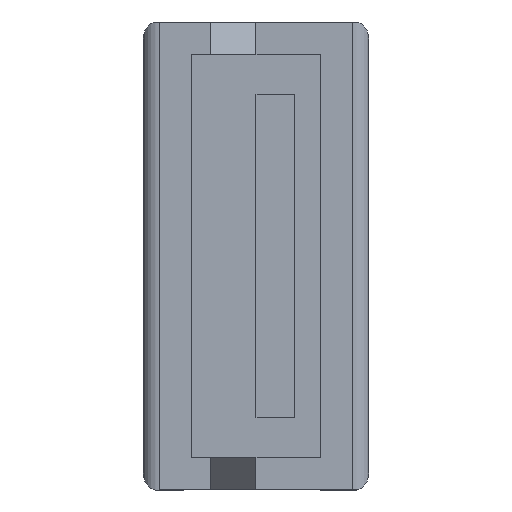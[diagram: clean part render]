
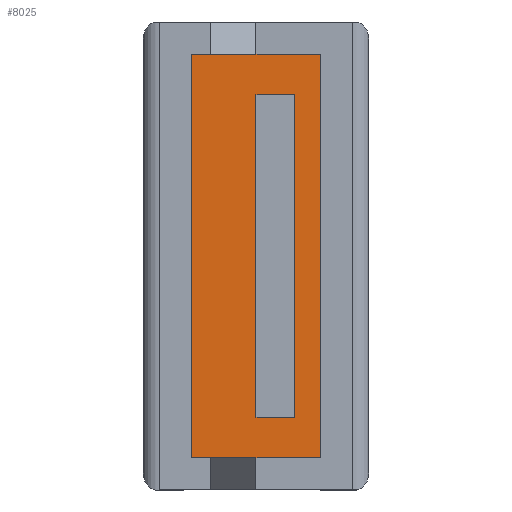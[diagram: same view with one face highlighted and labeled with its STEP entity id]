
A CAD part, left-side view. The second image highlights one B-rep face of the part: STEP entity #8025.
In plain terms, the highlighted face is planar.
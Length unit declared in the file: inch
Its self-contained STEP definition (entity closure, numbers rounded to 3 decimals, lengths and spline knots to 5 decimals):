
#155 = EDGE_CURVE ( 'NONE', #6779, #1202, #6586, .T. ) ;
#191 = CARTESIAN_POINT ( 'NONE',  ( 0.5898, 0., 0.24606 ) ) ;
#399 = FACE_BOUND ( 'NONE', #416, .T. ) ;
#416 = EDGE_LOOP ( 'NONE', ( #7470, #6715, #2901, #1517 ) ) ;
#453 = DIRECTION ( 'NONE',  ( -1., 0., 0. ) ) ;
#531 = VERTEX_POINT ( 'NONE', #11644 ) ;
#533 = CARTESIAN_POINT ( 'NONE',  ( 0.5898, 0.05512, 0.24606 ) ) ;
#588 = VECTOR ( 'NONE', #10067, 39.37008 ) ;
#627 = CARTESIAN_POINT ( 'NONE',  ( 0.5898, 0., 0.24606 ) ) ;
#637 = LINE ( 'NONE', #4099, #8954 ) ;
#728 = VECTOR ( 'NONE', #4807, 39.37008 ) ;
#1094 = VECTOR ( 'NONE', #7334, 39.37008 ) ;
#1202 = VERTEX_POINT ( 'NONE', #533 ) ;
#1260 = CARTESIAN_POINT ( 'NONE',  ( 0.5898, 0., -0.24606 ) ) ;
#1385 = ORIENTED_EDGE ( 'NONE', *, *, #2285, .F. ) ;
#1483 = VECTOR ( 'NONE', #2621, 39.37008 ) ;
#1490 = DIRECTION ( 'NONE',  ( 0., 1., 0. ) ) ;
#1517 = ORIENTED_EDGE ( 'NONE', *, *, #3029, .F. ) ;
#1717 = CARTESIAN_POINT ( 'NONE',  ( 0.5898, 0., -0.19685 ) ) ;
#1736 = CARTESIAN_POINT ( 'NONE',  ( 0.5898, 0., -0.24606 ) ) ;
#1796 = LINE ( 'NONE', #6434, #1094 ) ;
#2187 = EDGE_CURVE ( 'NONE', #5752, #4672, #1796, .T. ) ;
#2224 = VECTOR ( 'NONE', #1490, 39.37008 ) ;
#2275 = VERTEX_POINT ( 'NONE', #1736 ) ;
#2285 = EDGE_CURVE ( 'NONE', #2744, #531, #6663, .T. ) ;
#2314 = CARTESIAN_POINT ( 'NONE',  ( 0.5898, 0., -0.24606 ) ) ;
#2380 = DIRECTION ( 'NONE',  ( 0., 0., 1. ) ) ;
#2621 = DIRECTION ( 'NONE',  ( 0., 1., 0. ) ) ;
#2702 = VERTEX_POINT ( 'NONE', #3584 ) ;
#2744 = VERTEX_POINT ( 'NONE', #11180 ) ;
#2842 = ORIENTED_EDGE ( 'NONE', *, *, #155, .T. ) ;
#2898 = EDGE_CURVE ( 'NONE', #6062, #5752, #3908, .T. ) ;
#2901 = ORIENTED_EDGE ( 'NONE', *, *, #2898, .F. ) ;
#3029 = EDGE_CURVE ( 'NONE', #8073, #6062, #7309, .T. ) ;
#3174 = AXIS2_PLACEMENT_3D ( 'NONE', #4161, #453, #2380 ) ;
#3212 = DIRECTION ( 'NONE',  ( 0., 0., -1. ) ) ;
#3422 = CARTESIAN_POINT ( 'NONE',  ( 0.5898, 0., 0.19685 ) ) ;
#3584 = CARTESIAN_POINT ( 'NONE',  ( 0.5898, 0., 0.24606 ) ) ;
#3908 = LINE ( 'NONE', #6480, #8434 ) ;
#4099 = CARTESIAN_POINT ( 'NONE',  ( 0.5898, -0.1378, 0.24606 ) ) ;
#4161 = CARTESIAN_POINT ( 'NONE',  ( 0.5898, 0.1378, -0.28543 ) ) ;
#4397 = ORIENTED_EDGE ( 'NONE', *, *, #9055, .T. ) ;
#4420 = ORIENTED_EDGE ( 'NONE', *, *, #8228, .T. ) ;
#4540 = CARTESIAN_POINT ( 'NONE',  ( 0.5898, -0.07874, -0.49863 ) ) ;
#4672 = VERTEX_POINT ( 'NONE', #8292 ) ;
#4743 = DIRECTION ( 'NONE',  ( 0., -1., 0. ) ) ;
#4807 = DIRECTION ( 'NONE',  ( 0., 0., -1. ) ) ;
#4904 = ORIENTED_EDGE ( 'NONE', *, *, #5894, .T. ) ;
#5752 = VERTEX_POINT ( 'NONE', #3422 ) ;
#5894 = EDGE_CURVE ( 'NONE', #8145, #7845, #10130, .T. ) ;
#5954 = LINE ( 'NONE', #8612, #728 ) ;
#6062 = VERTEX_POINT ( 'NONE', #8224 ) ;
#6108 = ORIENTED_EDGE ( 'NONE', *, *, #6307, .F. ) ;
#6307 = EDGE_CURVE ( 'NONE', #2702, #1202, #637, .T. ) ;
#6312 = EDGE_LOOP ( 'NONE', ( #2842, #6108, #11275, #4904, #4397, #4420, #1385, #9077 ) ) ;
#6331 = EDGE_CURVE ( 'NONE', #6779, #2744, #11351, .T. ) ;
#6434 = CARTESIAN_POINT ( 'NONE',  ( 0.5898, 0., 0.19685 ) ) ;
#6442 = FACE_OUTER_BOUND ( 'NONE', #6312, .T. ) ;
#6480 = CARTESIAN_POINT ( 'NONE',  ( 0.5898, 0., 0.19685 ) ) ;
#6586 = LINE ( 'NONE', #191, #588 ) ;
#6663 = LINE ( 'NONE', #1260, #10113 ) ;
#6715 = ORIENTED_EDGE ( 'NONE', *, *, #2187, .F. ) ;
#6768 = VECTOR ( 'NONE', #8604, 39.37008 ) ;
#6779 = VERTEX_POINT ( 'NONE', #9901 ) ;
#6785 = LINE ( 'NONE', #627, #2224 ) ;
#7069 = VECTOR ( 'NONE', #3212, 39.37008 ) ;
#7149 = CARTESIAN_POINT ( 'NONE',  ( 0.5898, -0.1378, -0.24606 ) ) ;
#7309 = LINE ( 'NONE', #1717, #7311 ) ;
#7311 = VECTOR ( 'NONE', #9072, 39.37008 ) ;
#7334 = DIRECTION ( 'NONE',  ( 0., -1., 0. ) ) ;
#7470 = ORIENTED_EDGE ( 'NONE', *, *, #7528, .F. ) ;
#7477 = EDGE_CURVE ( 'NONE', #8145, #2702, #6785, .T. ) ;
#7528 = EDGE_CURVE ( 'NONE', #4672, #8073, #5954, .T. ) ;
#7805 = CARTESIAN_POINT ( 'NONE',  ( 0.5898, -0.04724, -0.19685 ) ) ;
#7845 = VERTEX_POINT ( 'NONE', #11479 ) ;
#8025 = ADVANCED_FACE ( 'NONE', ( #399, #6442 ), #8620, .F. ) ;
#8073 = VERTEX_POINT ( 'NONE', #7805 ) ;
#8144 = DIRECTION ( 'NONE',  ( 0., 0., -1. ) ) ;
#8145 = VERTEX_POINT ( 'NONE', #10560 ) ;
#8224 = CARTESIAN_POINT ( 'NONE',  ( 0.5898, 0., -0.19685 ) ) ;
#8228 = EDGE_CURVE ( 'NONE', #2275, #531, #9734, .T. ) ;
#8292 = CARTESIAN_POINT ( 'NONE',  ( 0.5898, -0.04724, 0.19685 ) ) ;
#8434 = VECTOR ( 'NONE', #9204, 39.37008 ) ;
#8493 = LINE ( 'NONE', #2314, #6768 ) ;
#8604 = DIRECTION ( 'NONE',  ( 0., 1., 0. ) ) ;
#8612 = CARTESIAN_POINT ( 'NONE',  ( 0.5898, -0.04724, 0.19685 ) ) ;
#8620 = PLANE ( 'NONE',  #3174 ) ;
#8763 = VECTOR ( 'NONE', #8144, 39.37008 ) ;
#8954 = VECTOR ( 'NONE', #9629, 39.37008 ) ;
#9055 = EDGE_CURVE ( 'NONE', #7845, #2275, #8493, .T. ) ;
#9072 = DIRECTION ( 'NONE',  ( 0., 1., 0. ) ) ;
#9077 = ORIENTED_EDGE ( 'NONE', *, *, #6331, .F. ) ;
#9204 = DIRECTION ( 'NONE',  ( 0., 0., 1. ) ) ;
#9629 = DIRECTION ( 'NONE',  ( 0., 1., 0. ) ) ;
#9734 = LINE ( 'NONE', #7149, #1483 ) ;
#9901 = CARTESIAN_POINT ( 'NONE',  ( 0.5898, 0.07874, 0.24606 ) ) ;
#10067 = DIRECTION ( 'NONE',  ( 0., -1., 0. ) ) ;
#10113 = VECTOR ( 'NONE', #4743, 39.37008 ) ;
#10130 = LINE ( 'NONE', #4540, #8763 ) ;
#10445 = CARTESIAN_POINT ( 'NONE',  ( 0.5898, 0.07874, -0.49863 ) ) ;
#10560 = CARTESIAN_POINT ( 'NONE',  ( 0.5898, -0.07874, 0.24606 ) ) ;
#11180 = CARTESIAN_POINT ( 'NONE',  ( 0.5898, 0.07874, -0.24606 ) ) ;
#11275 = ORIENTED_EDGE ( 'NONE', *, *, #7477, .F. ) ;
#11351 = LINE ( 'NONE', #10445, #7069 ) ;
#11479 = CARTESIAN_POINT ( 'NONE',  ( 0.5898, -0.07874, -0.24606 ) ) ;
#11644 = CARTESIAN_POINT ( 'NONE',  ( 0.5898, 0.05512, -0.24606 ) ) ;
